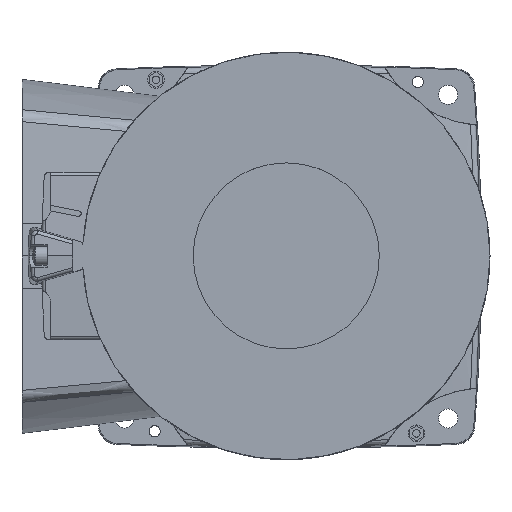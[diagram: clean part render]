
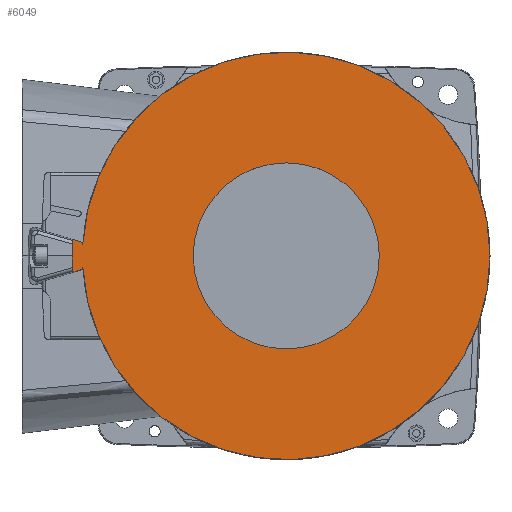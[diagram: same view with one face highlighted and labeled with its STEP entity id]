
A CAD part, top view. The second image highlights one B-rep face of the part: STEP entity #6049.
In plain terms, the highlighted planar face has unit normal (0, 0, 1).
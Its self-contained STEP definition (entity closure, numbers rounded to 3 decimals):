
#18 = CIRCLE ( 'NONE', #10355, 109.5 ) ;
#103 = CARTESIAN_POINT ( 'NONE',  ( 50., 0., 229.7 ) ) ;
#359 = CARTESIAN_POINT ( 'NONE',  ( 104.15, 0., 229.7 ) ) ;
#364 = CARTESIAN_POINT ( 'NONE',  ( -109.313, -6.399, 229.7 ) ) ;
#568 = CARTESIAN_POINT ( 'NONE',  ( 0., 0., 229.7 ) ) ;
#581 = DIRECTION ( 'NONE',  ( -0.961, -0.276, 0. ) ) ;
#710 = DIRECTION ( 'NONE',  ( 0., 0., -1. ) ) ;
#970 = CARTESIAN_POINT ( 'NONE',  ( -111.058, 7.739, 229.7 ) ) ;
#1006 = VERTEX_POINT ( 'NONE', #1991 ) ;
#1115 = VERTEX_POINT ( 'NONE', #9503 ) ;
#1203 = CIRCLE ( 'NONE', #6134, 50. ) ;
#1233 = CARTESIAN_POINT ( 'NONE',  ( -111.058, -7.739, 229.7 ) ) ;
#1385 = DIRECTION ( 'NONE',  ( 1., 0., 0. ) ) ;
#1428 = FACE_BOUND ( 'NONE', #9129, .T. ) ;
#1453 = LINE ( 'NONE', #10581, #9596 ) ;
#1493 = DIRECTION ( 'NONE',  ( 0., 0., 1. ) ) ;
#1737 = CARTESIAN_POINT ( 'NONE',  ( -109.708, 7.059, 229.7 ) ) ;
#1887 = ORIENTED_EDGE ( 'NONE', *, *, #2120, .T. ) ;
#1991 = CARTESIAN_POINT ( 'NONE',  ( -114.665, -8.773, 229.7 ) ) ;
#2120 = EDGE_CURVE ( 'NONE', #2277, #4866, #1203, .T. ) ;
#2147 = VERTEX_POINT ( 'NONE', #5146 ) ;
#2209 = CIRCLE ( 'NONE', #5784, 109.5 ) ;
#2277 = VERTEX_POINT ( 'NONE', #103 ) ;
#2290 = CARTESIAN_POINT ( 'NONE',  ( -114.665, 8.773, 229.7 ) ) ;
#2910 = VERTEX_POINT ( 'NONE', #3765 ) ;
#3009 = ORIENTED_EDGE ( 'NONE', *, *, #5875, .T. ) ;
#3480 = CARTESIAN_POINT ( 'NONE',  ( 0., 0., 229.7 ) ) ;
#3673 = PLANE ( 'NONE',  #5098 ) ;
#3765 = CARTESIAN_POINT ( 'NONE',  ( -111.058, -7.739, 229.7 ) ) ;
#3999 = ORIENTED_EDGE ( 'NONE', *, *, #6609, .T. ) ;
#4090 = VECTOR ( 'NONE', #581, 1000. ) ;
#4288 = DIRECTION ( 'NONE',  ( 1., 0., 0. ) ) ;
#4427 = EDGE_CURVE ( 'NONE', #2147, #7293, #2209, .T. ) ;
#4492 = DIRECTION ( 'NONE',  ( 1., 0., 0. ) ) ;
#4585 =( BOUNDED_CURVE ( )  B_SPLINE_CURVE ( 3, ( #9850, #4947, #1737, #7438 ),
 .UNSPECIFIED., .F., .F. ) 
 B_SPLINE_CURVE_WITH_KNOTS ( ( 4, 4 ),
 ( 5.699, 6.45 ),
 .UNSPECIFIED. ) 
 CURVE ( )  GEOMETRIC_REPRESENTATION_ITEM ( )  RATIONAL_B_SPLINE_CURVE ( ( 1., 0.954, 0.954, 1. ) ) 
 REPRESENTATION_ITEM ( '' )  );
#4765 = AXIS2_PLACEMENT_3D ( 'NONE', #9732, #4836, #10546 ) ;
#4824 = CIRCLE ( 'NONE', #6347, 115. ) ;
#4836 = DIRECTION ( 'NONE',  ( 0., 0., -1. ) ) ;
#4838 = CIRCLE ( 'NONE', #4765, 50. ) ;
#4866 = VERTEX_POINT ( 'NONE', #10256 ) ;
#4877 = DIRECTION ( 'NONE',  ( 0.961, -0.276, 0. ) ) ;
#4947 = CARTESIAN_POINT ( 'NONE',  ( -110.318, 7.527, 229.7 ) ) ;
#5097 = EDGE_CURVE ( 'NONE', #2910, #1006, #8431, .T. ) ;
#5098 = AXIS2_PLACEMENT_3D ( 'NONE', #359, #9370, #4492 ) ;
#5146 = CARTESIAN_POINT ( 'NONE',  ( 109.5, 0., 229.7 ) ) ;
#5277 = CARTESIAN_POINT ( 'NONE',  ( -109.708, -7.059, 229.7 ) ) ;
#5428 = CARTESIAN_POINT ( 'NONE',  ( -108.491, -7.003, 229.7 ) ) ;
#5549 = CARTESIAN_POINT ( 'NONE',  ( 0., 0., 229.7 ) ) ;
#5784 = AXIS2_PLACEMENT_3D ( 'NONE', #5549, #710, #6391 ) ;
#5875 = EDGE_CURVE ( 'NONE', #4866, #2277, #4838, .T. ) ;
#5995 = ORIENTED_EDGE ( 'NONE', *, *, #8654, .F. ) ;
#6049 = ADVANCED_FACE ( 'NONE', ( #9818, #1428 ), #3673, .T. ) ;
#6095 = CARTESIAN_POINT ( 'NONE',  ( -110.318, -7.527, 229.7 ) ) ;
#6100 = ORIENTED_EDGE ( 'NONE', *, *, #7001, .F. ) ;
#6134 = AXIS2_PLACEMENT_3D ( 'NONE', #3480, #9163, #4288 ) ;
#6244 = DIRECTION ( 'NONE',  ( 0., 0., -1. ) ) ;
#6347 = AXIS2_PLACEMENT_3D ( 'NONE', #6362, #1493, #7193 ) ;
#6362 = CARTESIAN_POINT ( 'NONE',  ( 0., 0., 229.7 ) ) ;
#6391 = DIRECTION ( 'NONE',  ( 1., 0., 0. ) ) ;
#6609 = EDGE_CURVE ( 'NONE', #9027, #1006, #4824, .T. ) ;
#7001 = EDGE_CURVE ( 'NONE', #7732, #1115, #4585, .T. ) ;
#7193 = DIRECTION ( 'NONE',  ( 1., 0., 0. ) ) ;
#7293 = VERTEX_POINT ( 'NONE', #7986 ) ;
#7438 = CARTESIAN_POINT ( 'NONE',  ( -109.313, 6.399, 229.7 ) ) ;
#7732 = VERTEX_POINT ( 'NONE', #970 ) ;
#7921 =( BOUNDED_CURVE ( )  B_SPLINE_CURVE ( 3, ( #364, #5277, #6095, #1233 ),
 .UNSPECIFIED., .F., .F. ) 
 B_SPLINE_CURVE_WITH_KNOTS ( ( 4, 4 ),
 ( 6.116, 6.867 ),
 .UNSPECIFIED. ) 
 CURVE ( )  GEOMETRIC_REPRESENTATION_ITEM ( )  RATIONAL_B_SPLINE_CURVE ( ( 1., 0.954, 0.954, 1. ) ) 
 REPRESENTATION_ITEM ( '' )  );
#7986 = CARTESIAN_POINT ( 'NONE',  ( -109.313, -6.399, 229.7 ) ) ;
#8408 = ORIENTED_EDGE ( 'NONE', *, *, #5097, .F. ) ;
#8410 = EDGE_LOOP ( 'NONE', ( #9528, #10071, #9334, #6100, #5995, #3999, #8408 ) ) ;
#8431 = LINE ( 'NONE', #5428, #4090 ) ;
#8484 = EDGE_CURVE ( 'NONE', #1115, #2147, #18, .T. ) ;
#8654 = EDGE_CURVE ( 'NONE', #9027, #7732, #1453, .T. ) ;
#8873 = EDGE_CURVE ( 'NONE', #7293, #2910, #7921, .T. ) ;
#9027 = VERTEX_POINT ( 'NONE', #2290 ) ;
#9129 = EDGE_LOOP ( 'NONE', ( #1887, #3009 ) ) ;
#9163 = DIRECTION ( 'NONE',  ( 0., 0., -1. ) ) ;
#9334 = ORIENTED_EDGE ( 'NONE', *, *, #8484, .F. ) ;
#9370 = DIRECTION ( 'NONE',  ( 0., 0., 1. ) ) ;
#9503 = CARTESIAN_POINT ( 'NONE',  ( -109.313, 6.399, 229.7 ) ) ;
#9528 = ORIENTED_EDGE ( 'NONE', *, *, #8873, .F. ) ;
#9596 = VECTOR ( 'NONE', #4877, 1000. ) ;
#9732 = CARTESIAN_POINT ( 'NONE',  ( 0., 0., 229.7 ) ) ;
#9818 = FACE_OUTER_BOUND ( 'NONE', #8410, .T. ) ;
#9850 = CARTESIAN_POINT ( 'NONE',  ( -111.058, 7.739, 229.7 ) ) ;
#10071 = ORIENTED_EDGE ( 'NONE', *, *, #4427, .F. ) ;
#10256 = CARTESIAN_POINT ( 'NONE',  ( -50., 0., 229.7 ) ) ;
#10355 = AXIS2_PLACEMENT_3D ( 'NONE', #568, #6244, #1385 ) ;
#10546 = DIRECTION ( 'NONE',  ( 1., 0., 0. ) ) ;
#10581 = CARTESIAN_POINT ( 'NONE',  ( -138.297, 15.55, 229.7 ) ) ;
